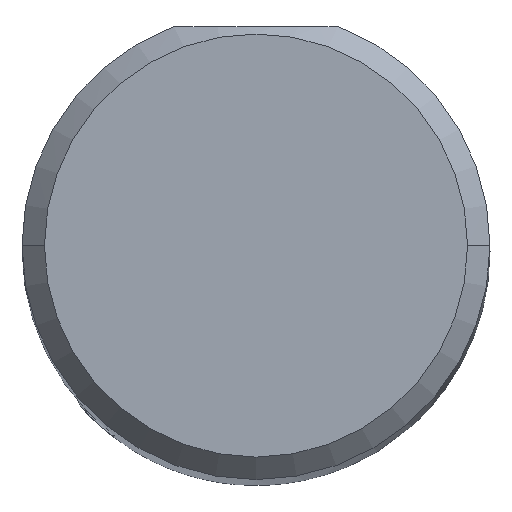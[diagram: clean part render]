
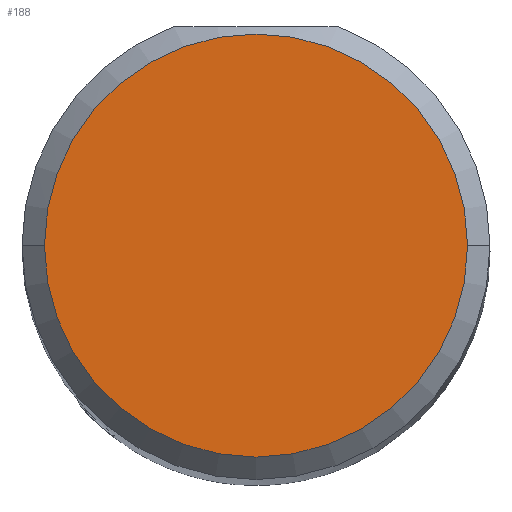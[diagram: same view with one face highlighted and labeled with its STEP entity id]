
A CAD part, top view. The second image highlights one B-rep face of the part: STEP entity #188.
In plain terms, the highlighted planar face has unit normal (0, 0, 1).
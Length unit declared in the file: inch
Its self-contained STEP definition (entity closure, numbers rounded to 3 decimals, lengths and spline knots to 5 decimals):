
#34 = AXIS2_PLACEMENT_3D ( 'NONE', #191, #83, #834 ) ;
#36 = AXIS2_PLACEMENT_3D ( 'NONE', #626, #494, #412 ) ;
#55 = VERTEX_POINT ( 'NONE', #571 ) ;
#83 = DIRECTION ( 'NONE',  ( 0., 0., 1. ) ) ;
#108 = CIRCLE ( 'NONE', #220, 0.14125 ) ;
#134 = CIRCLE ( 'NONE', #36, 0.14125 ) ;
#141 = DIRECTION ( 'NONE',  ( 0., 0., 1. ) ) ;
#165 = EDGE_LOOP ( 'NONE', ( #695, #599 ) ) ;
#188 = ADVANCED_FACE ( 'NONE', ( #473 ), #588, .T. ) ;
#191 = CARTESIAN_POINT ( 'NONE',  ( 0., 0., 2.5 ) ) ;
#220 = AXIS2_PLACEMENT_3D ( 'NONE', #606, #141, #596 ) ;
#272 = VERTEX_POINT ( 'NONE', #640 ) ;
#412 = DIRECTION ( 'NONE',  ( 1., 0., 0. ) ) ;
#473 = FACE_OUTER_BOUND ( 'NONE', #165, .T. ) ;
#494 = DIRECTION ( 'NONE',  ( 0., 0., 1. ) ) ;
#571 = CARTESIAN_POINT ( 'NONE',  ( 0.14125, 0., 2.5 ) ) ;
#588 = PLANE ( 'NONE',  #34 ) ;
#596 = DIRECTION ( 'NONE',  ( 1., 0., 0. ) ) ;
#599 = ORIENTED_EDGE ( 'NONE', *, *, #747, .T. ) ;
#606 = CARTESIAN_POINT ( 'NONE',  ( 0., 0., 2.5 ) ) ;
#626 = CARTESIAN_POINT ( 'NONE',  ( 0., 0., 2.5 ) ) ;
#640 = CARTESIAN_POINT ( 'NONE',  ( -0.14125, 0., 2.5 ) ) ;
#695 = ORIENTED_EDGE ( 'NONE', *, *, #705, .T. ) ;
#705 = EDGE_CURVE ( 'NONE', #272, #55, #134, .T. ) ;
#747 = EDGE_CURVE ( 'NONE', #55, #272, #108, .T. ) ;
#834 = DIRECTION ( 'NONE',  ( 1., 0., 0. ) ) ;
